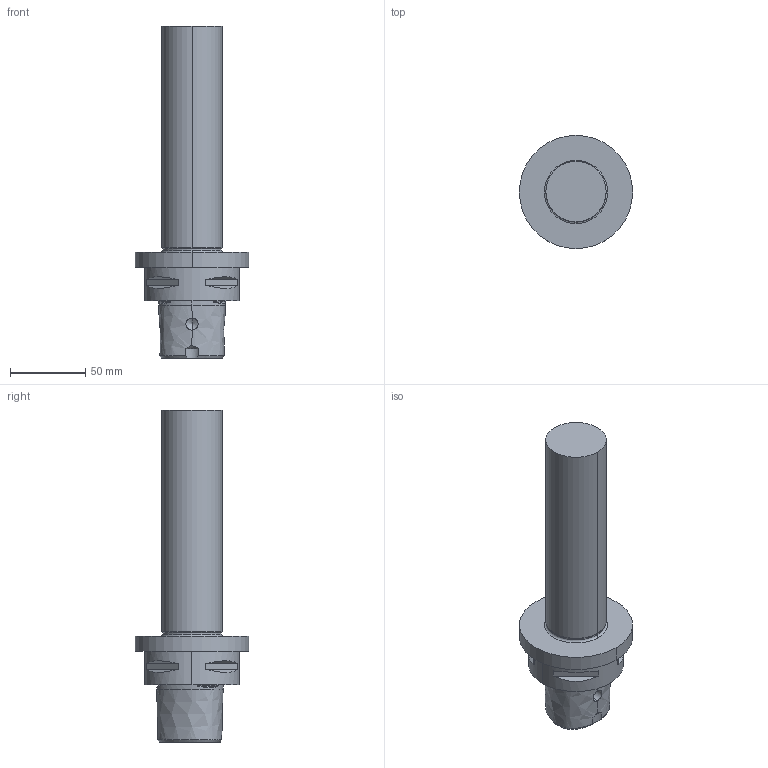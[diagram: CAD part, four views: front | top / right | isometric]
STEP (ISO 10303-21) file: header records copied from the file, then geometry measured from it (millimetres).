
FILE_DESCRIPTION (( 'STEP AP203' ), '1' );
FILE_NAME ('STP-143.09.40.182.STEP', '2017-01-19T00:31:58', ( 'user' ), ( '' ), 'SwSTEP 2.0', 'SolidWorks 2015', '' );
FILE_SCHEMA (( 'CONFIG_CONTROL_DESIGN' ));
Length unit declared in the file: millimetre
Products named in the file (1): STP-143.09.40.182
Bounding box: 75 x 75 x 220 mm (x, y, z)
Volume: 329360.2 mm3; surface area: 43672.5 mm2
Topology: 1 solids, 1 shells, 85 faces, 198 edges, 120 vertices
Faces by surface type: plane 29, cylinder 21, cone 18, torus 11, bspline 6
Entity records: 4893 total; most frequent: CARTESIAN_POINT 2957, ORIENTED_EDGE 388, DIRECTION 384, EDGE_CURVE 194, AXIS2_PLACEMENT_3D 163, VERTEX_POINT 120, EDGE_LOOP 96, ADVANCED_FACE 85
